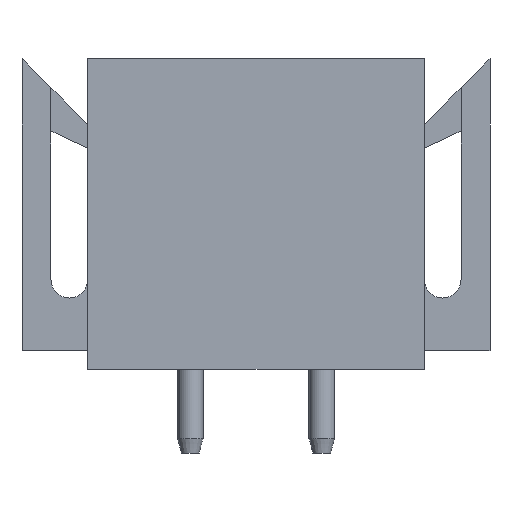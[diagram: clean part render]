
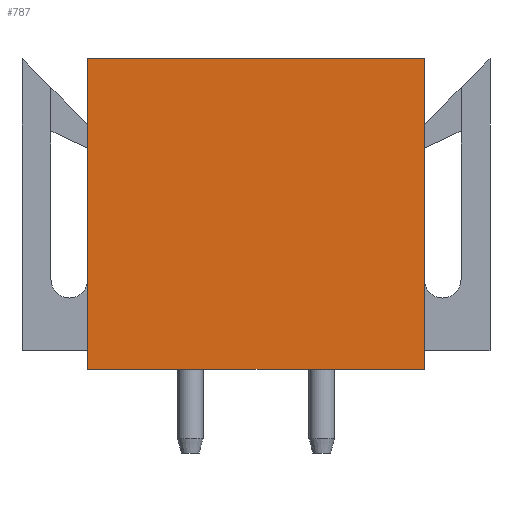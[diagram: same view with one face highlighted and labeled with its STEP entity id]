
A CAD part, left-side view. The second image highlights one B-rep face of the part: STEP entity #787.
In plain terms, the highlighted planar face has unit normal (-1, 0, 0).
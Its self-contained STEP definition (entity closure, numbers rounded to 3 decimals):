
#760=AXIS2_PLACEMENT_3D('Plane Axis2P3D',#757,#758,#759) ;
#735=CARTESIAN_POINT('Vertex',(0.,2.5,3.2)) ;
#738=CARTESIAN_POINT('Line Origine',(0.,8.9,3.2)) ;
#742=CARTESIAN_POINT('Vertex',(0.,15.3,3.2)) ;
#757=CARTESIAN_POINT('Axis2P3D Location',(0.,15.3,0.)) ;
#762=CARTESIAN_POINT('Line Origine',(0.,15.3,9.1)) ;
#766=CARTESIAN_POINT('Vertex',(0.,15.3,15.)) ;
#769=CARTESIAN_POINT('Line Origine',(0.,2.5,9.1)) ;
#773=CARTESIAN_POINT('Vertex',(0.,2.5,15.)) ;
#776=CARTESIAN_POINT('Line Origine',(0.,8.9,15.)) ;
#739=DIRECTION('Vector Direction',(0.,-1.,0.)) ;
#758=DIRECTION('Axis2P3D Direction',(-1.,0.,0.)) ;
#759=DIRECTION('Axis2P3D XDirection',(0.,-1.,0.)) ;
#763=DIRECTION('Vector Direction',(0.,0.,1.)) ;
#770=DIRECTION('Vector Direction',(0.,0.,1.)) ;
#777=DIRECTION('Vector Direction',(0.,-1.,0.)) ;
#740=VECTOR('Line Direction',#739,1.) ;
#764=VECTOR('Line Direction',#763,1.) ;
#771=VECTOR('Line Direction',#770,1.) ;
#778=VECTOR('Line Direction',#777,1.) ;
#782=ORIENTED_EDGE('',*,*,#768,.F.) ;
#783=ORIENTED_EDGE('',*,*,#744,.T.) ;
#784=ORIENTED_EDGE('',*,*,#775,.T.) ;
#785=ORIENTED_EDGE('',*,*,#780,.F.) ;
#787=ADVANCED_FACE('Hauptkoerper',(#786),#761,.T.) ;
#744=EDGE_CURVE('',#743,#736,#741,.T.) ;
#768=EDGE_CURVE('',#743,#767,#765,.T.) ;
#775=EDGE_CURVE('',#736,#774,#772,.T.) ;
#780=EDGE_CURVE('',#767,#774,#779,.T.) ;
#781=EDGE_LOOP('',(#782,#783,#784,#785)) ;
#786=FACE_OUTER_BOUND('',#781,.T.) ;
#741=LINE('Line',#738,#740) ;
#765=LINE('Line',#762,#764) ;
#772=LINE('Line',#769,#771) ;
#779=LINE('Line',#776,#778) ;
#761=PLANE('',#760) ;
#736=VERTEX_POINT('',#735) ;
#743=VERTEX_POINT('',#742) ;
#767=VERTEX_POINT('',#766) ;
#774=VERTEX_POINT('',#773) ;
